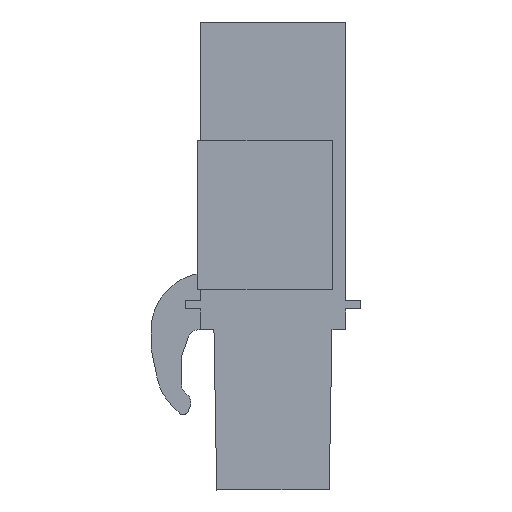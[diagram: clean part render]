
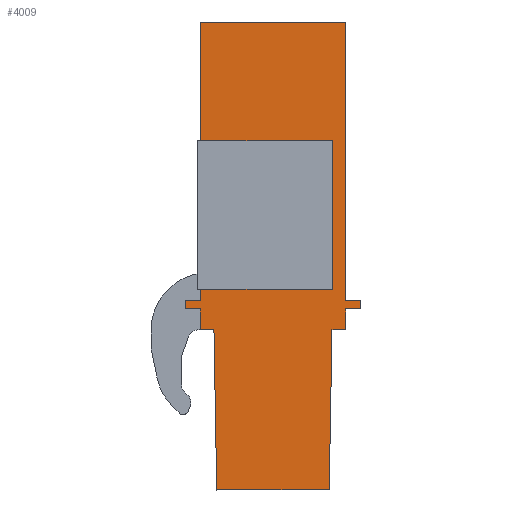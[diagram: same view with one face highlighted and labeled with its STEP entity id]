
A CAD part, left-side view. The second image highlights one B-rep face of the part: STEP entity #4009.
In plain terms, the highlighted planar face has unit normal (-1, 0, 0).
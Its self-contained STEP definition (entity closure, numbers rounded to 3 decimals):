
#3877=AXIS2_PLACEMENT_3D('Plane Axis2P3D',#3874,#3875,#3876) ;
#56=CARTESIAN_POINT('Vertex',(1.,0.8,24.55)) ;
#59=CARTESIAN_POINT('Line Origine',(1.,0.8,17.25)) ;
#63=CARTESIAN_POINT('Vertex',(1.,0.8,9.95)) ;
#705=CARTESIAN_POINT('Vertex',(1.,9.22,9.95)) ;
#708=CARTESIAN_POINT('Line Origine',(1.,8.82,9.95)) ;
#712=CARTESIAN_POINT('Vertex',(1.,8.42,9.95)) ;
#755=CARTESIAN_POINT('Line Origine',(1.,0.4,9.95)) ;
#759=CARTESIAN_POINT('Vertex',(1.,0.,9.95)) ;
#2290=CARTESIAN_POINT('Vertex',(1.,8.42,24.55)) ;
#2293=CARTESIAN_POINT('Line Origine',(1.,4.61,24.55)) ;
#3874=CARTESIAN_POINT('Axis2P3D Location',(1.,0.,0.)) ;
#3879=CARTESIAN_POINT('Line Origine',(1.,8.42,10.487)) ;
#3883=CARTESIAN_POINT('Vertex',(1.,8.42,11.025)) ;
#3886=CARTESIAN_POINT('Line Origine',(1.,9.22,9.725)) ;
#3890=CARTESIAN_POINT('Vertex',(1.,9.22,9.5)) ;
#3893=CARTESIAN_POINT('Line Origine',(1.,8.82,9.5)) ;
#3897=CARTESIAN_POINT('Vertex',(1.,8.42,9.5)) ;
#3900=CARTESIAN_POINT('Line Origine',(1.,8.42,8.95)) ;
#3904=CARTESIAN_POINT('Vertex',(1.,8.42,8.4)) ;
#3907=CARTESIAN_POINT('Line Origine',(1.,8.063,8.4)) ;
#3911=CARTESIAN_POINT('Vertex',(1.,7.707,8.4)) ;
#3914=CARTESIAN_POINT('Line Origine',(1.,7.633,4.2)) ;
#3918=CARTESIAN_POINT('Vertex',(1.,7.56,0.)) ;
#3921=CARTESIAN_POINT('Line Origine',(1.,4.61,0.)) ;
#3925=CARTESIAN_POINT('Vertex',(1.,1.66,0.)) ;
#3928=CARTESIAN_POINT('Line Origine',(1.,1.587,4.2)) ;
#3932=CARTESIAN_POINT('Vertex',(1.,1.513,8.4)) ;
#3935=CARTESIAN_POINT('Line Origine',(1.,1.157,8.4)) ;
#3939=CARTESIAN_POINT('Vertex',(1.,0.8,8.4)) ;
#3942=CARTESIAN_POINT('Line Origine',(1.,0.8,8.95)) ;
#3946=CARTESIAN_POINT('Vertex',(1.,0.8,9.5)) ;
#3949=CARTESIAN_POINT('Line Origine',(1.,0.4,9.5)) ;
#3953=CARTESIAN_POINT('Vertex',(1.,0.,9.5)) ;
#3956=CARTESIAN_POINT('Line Origine',(1.,0.,9.725)) ;
#3961=CARTESIAN_POINT('Line Origine',(1.,8.42,21.188)) ;
#3965=CARTESIAN_POINT('Vertex',(1.,8.42,17.825)) ;
#3968=CARTESIAN_POINT('Line Origine',(1.,4.96,17.825)) ;
#3972=CARTESIAN_POINT('Vertex',(1.,1.5,17.825)) ;
#3975=CARTESIAN_POINT('Line Origine',(1.,1.5,14.425)) ;
#3979=CARTESIAN_POINT('Vertex',(1.,1.5,11.025)) ;
#3982=CARTESIAN_POINT('Line Origine',(1.,4.96,11.025)) ;
#60=DIRECTION('Vector Direction',(0.,0.,-1.)) ;
#709=DIRECTION('Vector Direction',(0.,-1.,0.)) ;
#756=DIRECTION('Vector Direction',(0.,-1.,0.)) ;
#2294=DIRECTION('Vector Direction',(0.,-1.,0.)) ;
#3875=DIRECTION('Axis2P3D Direction',(-1.,0.,0.)) ;
#3876=DIRECTION('Axis2P3D XDirection',(0.,0.,1.)) ;
#3880=DIRECTION('Vector Direction',(0.,0.,1.)) ;
#3887=DIRECTION('Vector Direction',(0.,0.,1.)) ;
#3894=DIRECTION('Vector Direction',(0.,1.,0.)) ;
#3901=DIRECTION('Vector Direction',(0.,0.,1.)) ;
#3908=DIRECTION('Vector Direction',(0.,1.,0.)) ;
#3915=DIRECTION('Vector Direction',(0.,0.017,1.)) ;
#3922=DIRECTION('Vector Direction',(0.,1.,0.)) ;
#3929=DIRECTION('Vector Direction',(0.,0.017,-1.)) ;
#3936=DIRECTION('Vector Direction',(0.,1.,0.)) ;
#3943=DIRECTION('Vector Direction',(0.,0.,-1.)) ;
#3950=DIRECTION('Vector Direction',(0.,1.,0.)) ;
#3957=DIRECTION('Vector Direction',(0.,0.,-1.)) ;
#3962=DIRECTION('Vector Direction',(0.,0.,1.)) ;
#3969=DIRECTION('Vector Direction',(0.,1.,0.)) ;
#3976=DIRECTION('Vector Direction',(0.,0.,-1.)) ;
#3983=DIRECTION('Vector Direction',(0.,1.,0.)) ;
#61=VECTOR('Line Direction',#60,1.) ;
#710=VECTOR('Line Direction',#709,1.) ;
#757=VECTOR('Line Direction',#756,1.) ;
#2295=VECTOR('Line Direction',#2294,1.) ;
#3881=VECTOR('Line Direction',#3880,1.) ;
#3888=VECTOR('Line Direction',#3887,1.) ;
#3895=VECTOR('Line Direction',#3894,1.) ;
#3902=VECTOR('Line Direction',#3901,1.) ;
#3909=VECTOR('Line Direction',#3908,1.) ;
#3916=VECTOR('Line Direction',#3915,1.) ;
#3923=VECTOR('Line Direction',#3922,1.) ;
#3930=VECTOR('Line Direction',#3929,1.) ;
#3937=VECTOR('Line Direction',#3936,1.) ;
#3944=VECTOR('Line Direction',#3943,1.) ;
#3951=VECTOR('Line Direction',#3950,1.) ;
#3958=VECTOR('Line Direction',#3957,1.) ;
#3963=VECTOR('Line Direction',#3962,1.) ;
#3970=VECTOR('Line Direction',#3969,1.) ;
#3977=VECTOR('Line Direction',#3976,1.) ;
#3984=VECTOR('Line Direction',#3983,1.) ;
#3988=ORIENTED_EDGE('',*,*,#3885,.T.) ;
#3989=ORIENTED_EDGE('',*,*,#714,.T.) ;
#3990=ORIENTED_EDGE('',*,*,#3892,.T.) ;
#3991=ORIENTED_EDGE('',*,*,#3899,.T.) ;
#3992=ORIENTED_EDGE('',*,*,#3906,.T.) ;
#3993=ORIENTED_EDGE('',*,*,#3913,.T.) ;
#3994=ORIENTED_EDGE('',*,*,#3920,.T.) ;
#3995=ORIENTED_EDGE('',*,*,#3927,.T.) ;
#3996=ORIENTED_EDGE('',*,*,#3934,.T.) ;
#3997=ORIENTED_EDGE('',*,*,#3941,.T.) ;
#3998=ORIENTED_EDGE('',*,*,#3948,.T.) ;
#3999=ORIENTED_EDGE('',*,*,#3955,.T.) ;
#4000=ORIENTED_EDGE('',*,*,#3960,.T.) ;
#4001=ORIENTED_EDGE('',*,*,#761,.T.) ;
#4002=ORIENTED_EDGE('',*,*,#65,.T.) ;
#4003=ORIENTED_EDGE('',*,*,#2297,.T.) ;
#4004=ORIENTED_EDGE('',*,*,#3967,.T.) ;
#4005=ORIENTED_EDGE('',*,*,#3974,.F.) ;
#4006=ORIENTED_EDGE('',*,*,#3981,.F.) ;
#4007=ORIENTED_EDGE('',*,*,#3986,.T.) ;
#4009=ADVANCED_FACE('_BLC 5.08/16BR OR 1649510000',(#4008),#3878,.T.) ;
#65=EDGE_CURVE('',#64,#57,#62,.F.) ;
#714=EDGE_CURVE('',#713,#706,#711,.F.) ;
#761=EDGE_CURVE('',#760,#64,#758,.F.) ;
#2297=EDGE_CURVE('',#57,#2291,#2296,.F.) ;
#3885=EDGE_CURVE('',#3884,#713,#3882,.F.) ;
#3892=EDGE_CURVE('',#706,#3891,#3889,.F.) ;
#3899=EDGE_CURVE('',#3891,#3898,#3896,.F.) ;
#3906=EDGE_CURVE('',#3898,#3905,#3903,.F.) ;
#3913=EDGE_CURVE('',#3905,#3912,#3910,.F.) ;
#3920=EDGE_CURVE('',#3912,#3919,#3917,.F.) ;
#3927=EDGE_CURVE('',#3919,#3926,#3924,.F.) ;
#3934=EDGE_CURVE('',#3926,#3933,#3931,.F.) ;
#3941=EDGE_CURVE('',#3933,#3940,#3938,.F.) ;
#3948=EDGE_CURVE('',#3940,#3947,#3945,.F.) ;
#3955=EDGE_CURVE('',#3947,#3954,#3952,.F.) ;
#3960=EDGE_CURVE('',#3954,#760,#3959,.F.) ;
#3967=EDGE_CURVE('',#2291,#3966,#3964,.F.) ;
#3974=EDGE_CURVE('',#3973,#3966,#3971,.T.) ;
#3981=EDGE_CURVE('',#3980,#3973,#3978,.F.) ;
#3986=EDGE_CURVE('',#3980,#3884,#3985,.T.) ;
#3987=EDGE_LOOP('',(#3988,#3989,#3990,#3991,#3992,#3993,#3994,#3995,#3996,#3997,#3998,#3999,#4000,#4001,#4002,#4003,#4004,#4005,#4006,#4007)) ;
#4008=FACE_OUTER_BOUND('',#3987,.T.) ;
#62=LINE('Line',#59,#61) ;
#711=LINE('Line',#708,#710) ;
#758=LINE('Line',#755,#757) ;
#2296=LINE('Line',#2293,#2295) ;
#3882=LINE('Line',#3879,#3881) ;
#3889=LINE('Line',#3886,#3888) ;
#3896=LINE('Line',#3893,#3895) ;
#3903=LINE('Line',#3900,#3902) ;
#3910=LINE('Line',#3907,#3909) ;
#3917=LINE('Line',#3914,#3916) ;
#3924=LINE('Line',#3921,#3923) ;
#3931=LINE('Line',#3928,#3930) ;
#3938=LINE('Line',#3935,#3937) ;
#3945=LINE('Line',#3942,#3944) ;
#3952=LINE('Line',#3949,#3951) ;
#3959=LINE('Line',#3956,#3958) ;
#3964=LINE('Line',#3961,#3963) ;
#3971=LINE('Line',#3968,#3970) ;
#3978=LINE('Line',#3975,#3977) ;
#3985=LINE('Line',#3982,#3984) ;
#3878=PLANE('',#3877) ;
#57=VERTEX_POINT('',#56) ;
#64=VERTEX_POINT('',#63) ;
#706=VERTEX_POINT('',#705) ;
#713=VERTEX_POINT('',#712) ;
#760=VERTEX_POINT('',#759) ;
#2291=VERTEX_POINT('',#2290) ;
#3884=VERTEX_POINT('',#3883) ;
#3891=VERTEX_POINT('',#3890) ;
#3898=VERTEX_POINT('',#3897) ;
#3905=VERTEX_POINT('',#3904) ;
#3912=VERTEX_POINT('',#3911) ;
#3919=VERTEX_POINT('',#3918) ;
#3926=VERTEX_POINT('',#3925) ;
#3933=VERTEX_POINT('',#3932) ;
#3940=VERTEX_POINT('',#3939) ;
#3947=VERTEX_POINT('',#3946) ;
#3954=VERTEX_POINT('',#3953) ;
#3966=VERTEX_POINT('',#3965) ;
#3973=VERTEX_POINT('',#3972) ;
#3980=VERTEX_POINT('',#3979) ;
